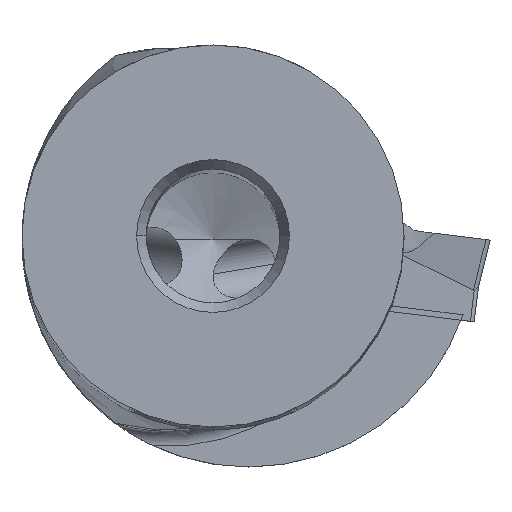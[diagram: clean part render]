
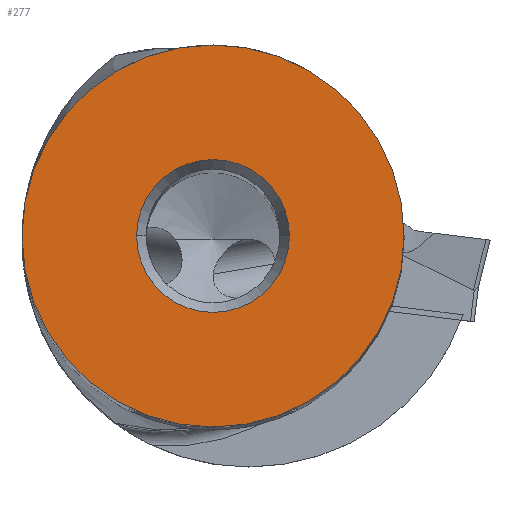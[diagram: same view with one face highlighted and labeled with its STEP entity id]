
A CAD part, top view. The second image highlights one B-rep face of the part: STEP entity #277.
In plain terms, the highlighted planar face has unit normal (0, 0, 1).
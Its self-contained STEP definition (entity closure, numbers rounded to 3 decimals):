
#40=FACE_BOUND('',#589,.T.);
#41=FACE_BOUND('',#590,.T.);
#277=ADVANCED_FACE('',(#40,#41),#333,.T.);
#333=PLANE('',#3003);
#589=EDGE_LOOP('',(#1321,#1322));
#590=EDGE_LOOP('',(#1323,#1324));
#1321=ORIENTED_EDGE('',*,*,#2005,.F.);
#1322=ORIENTED_EDGE('',*,*,#2006,.F.);
#1323=ORIENTED_EDGE('',*,*,#2004,.F.);
#1324=ORIENTED_EDGE('',*,*,#2002,.F.);
#1625=VERTEX_POINT('',#6024);
#1626=VERTEX_POINT('',#6026);
#1627=VERTEX_POINT('',#6032);
#1628=VERTEX_POINT('',#6033);
#2002=EDGE_CURVE('',#1625,#1626,#2253,.T.);
#2004=EDGE_CURVE('',#1626,#1625,#2254,.T.);
#2005=EDGE_CURVE('',#1627,#1628,#2255,.T.);
#2006=EDGE_CURVE('',#1628,#1627,#2256,.T.);
#2253=CIRCLE('',#2997,4.);
#2254=CIRCLE('',#2999,4.);
#2255=CIRCLE('',#3001,10.);
#2256=CIRCLE('',#3002,10.);
#2997=AXIS2_PLACEMENT_3D('',#6025,#3623,#3624);
#2999=AXIS2_PLACEMENT_3D('',#6029,#3628,#3629);
#3001=AXIS2_PLACEMENT_3D('',#6031,#3632,#3633);
#3002=AXIS2_PLACEMENT_3D('',#6034,#3634,#3635);
#3003=AXIS2_PLACEMENT_3D('',#6035,#3636,#3637);
#3623=DIRECTION('',(0.,0.,1.));
#3624=DIRECTION('',(1.,0.,0.));
#3628=DIRECTION('',(0.,0.,1.));
#3629=DIRECTION('',(-1.,0.,0.));
#3632=DIRECTION('',(0.,0.,-1.));
#3633=DIRECTION('',(-1.,0.,0.));
#3634=DIRECTION('',(0.,0.,-1.));
#3635=DIRECTION('',(1.,0.,0.));
#3636=DIRECTION('',(0.,0.,1.));
#3637=DIRECTION('',(1.,0.,0.));
#6024=CARTESIAN_POINT('',(4.,0.,0.));
#6025=CARTESIAN_POINT('',(0.,0.,0.));
#6026=CARTESIAN_POINT('',(-4.,0.,0.));
#6029=CARTESIAN_POINT('',(0.,0.,0.));
#6031=CARTESIAN_POINT('',(0.,0.,0.));
#6032=CARTESIAN_POINT('',(-10.,0.,0.));
#6033=CARTESIAN_POINT('',(10.,0.,0.));
#6034=CARTESIAN_POINT('',(0.,0.,0.));
#6035=CARTESIAN_POINT('',(0.,0.,0.));
